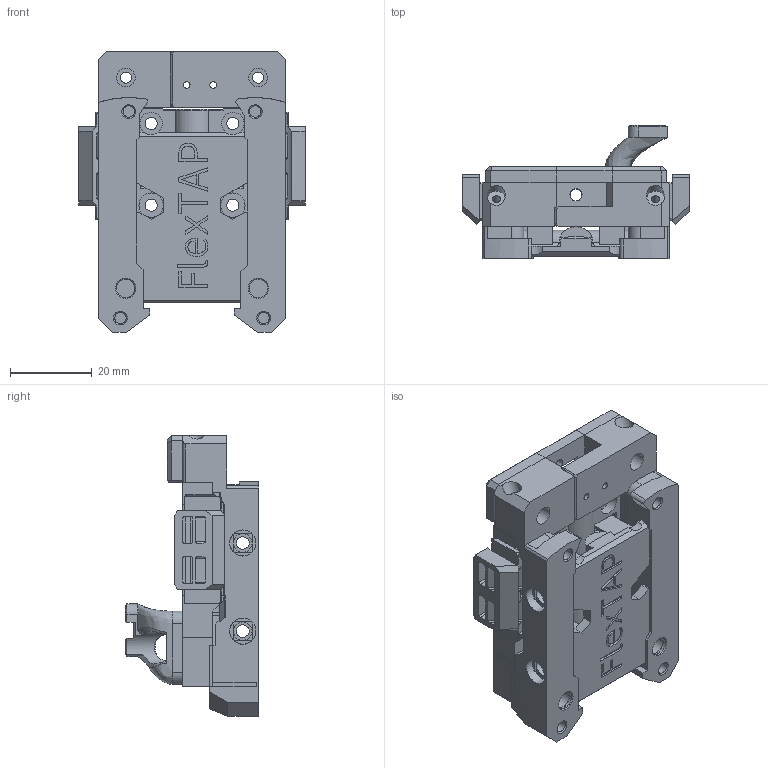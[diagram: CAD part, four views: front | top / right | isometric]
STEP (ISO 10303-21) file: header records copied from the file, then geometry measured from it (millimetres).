
FILE_DESCRIPTION(/* description */ (''),/* implementation_level */ '2;1');
FILE_NAME(/* name */ 'FlexTAP v2.step',/* time_stamp */ '2024-05-12T14:04:06+10:00',/* author */ (''),/* organization */ (''),/* preprocessor_version */ 'ST-DEVELOPER v20',/* originating_system */ 'Autodesk Translation Framework v12.20.1.177',/* authorisation */ '');
FILE_SCHEMA (('AUTOMOTIVE_DESIGN { 1 0 10303 214 3 1 1 }'));
Length unit declared in the file: millimetre
Products named in the file (9): Configuration 1; Belts and Clips - 6mm <1>; [a]_belt_clamp_6mm_x2; Belts and Clips - 6mm <1>(Mirror); [a]_belt_clamp_6mm_x2(Mirror); X Endstop Bracket; Frame Left (1); Frame Right (1); Back Brace
Assembly tree (8 placements, depth 3):
  Configuration 1
    Belts and Clips - 6mm <1>
      [a]_belt_clamp_6mm_x2
    Belts and Clips - 6mm <1>(Mirror)
      [a]_belt_clamp_6mm_x2(Mirror)
    X Endstop Bracket
    Frame Left (1)
    Frame Right (1)
    Back Brace
Bounding box: 55.52 x 32.68 x 68.72 mm (x, y, z)
Volume: 29791.3 mm3; surface area: 30263.7 mm2
Topology: 11 solids, 12 shells, 1250 faces, 3420 edges, 2200 vertices
Faces by surface type: plane 941, cylinder 191, bspline 50, cone 44, torus 24
Full cylindrical faces by diameter (mm): 1.623 x4, 1.875 x2, 2.529 x2, 2.7 x2, 2.8 x4, 2.95 x5, 3.1 x2, 3.2 x10, 3.4 x3, 3.6 x2, 4.4 x2, 4.55 x6, 4.7 x2, 5.5 x2, 6 x2, 6.4 x2, 6.5 x2
Entity records: 41055 total; most frequent: CARTESIAN_POINT 9017, ORIENTED_EDGE 6830, DIRECTION 6244, EDGE_CURVE 3418, LINE 2650, VECTOR 2650, VERTEX_POINT 2200, AXIS2_PLACEMENT_3D 1797
